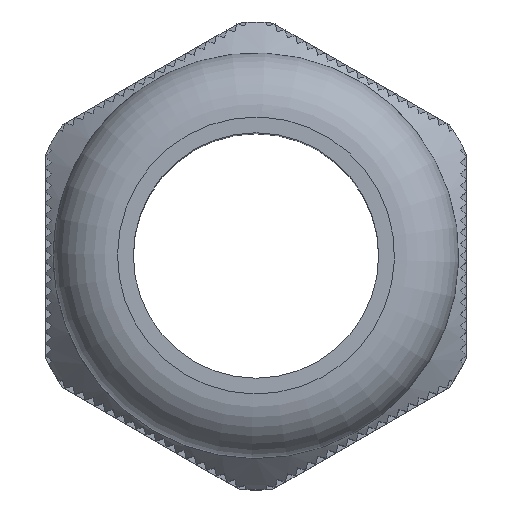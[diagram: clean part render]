
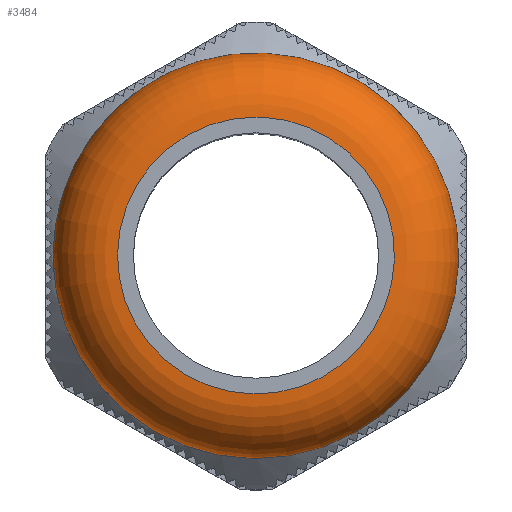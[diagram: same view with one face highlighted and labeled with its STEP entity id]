
A CAD part, top view. The second image highlights one B-rep face of the part: STEP entity #3484.
In plain terms, the highlighted toroidal (fillet/blend) face has major radius 11.85 mm and minor radius 5.5 mm.
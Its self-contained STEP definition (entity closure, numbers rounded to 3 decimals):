
#3450=CARTESIAN_POINT('',(-17.35,-6.928,10.0));
#3451=VERTEX_POINT('',#3450);
#3452=CARTESIAN_POINT('',(0.,-6.928,10.0));
#3453=DIRECTION('',(0.0,0.0,1.0));
#3454=DIRECTION('',(0.0,1.0,0.0));
#3455=AXIS2_PLACEMENT_3D('',#3452,#3453,#3454);
#3456=CIRCLE('',#3455,17.35);
#3457=EDGE_CURVE('',#3451,#3451,#3456,.T.);
#3465=CARTESIAN_POINT('',(0.,-6.928,10.));
#3466=DIRECTION('',(0.,0.,1.0));
#3467=DIRECTION('',(1.0,0.0,0.0));
#3468=AXIS2_PLACEMENT_3D('',#3465,#3466,#3467);
#3469=TOROIDAL_SURFACE('',#3468,11.85,5.5);
#3470=CARTESIAN_POINT('',(0.,4.922,15.5));
#3471=VERTEX_POINT('',#3470);
#3472=CARTESIAN_POINT('',(0.,-6.928,15.5));
#3473=DIRECTION('',(0.0,0.0,1.0));
#3474=DIRECTION('',(1.0,0.0,0.0));
#3475=AXIS2_PLACEMENT_3D('',#3472,#3473,#3474);
#3476=CIRCLE('',#3475,11.85);
#3477=EDGE_CURVE('',#3471,#3471,#3476,.T.);
#3478=ORIENTED_EDGE('',*,*,#3477,.F.);
#3479=EDGE_LOOP('',(#3478));
#3480=FACE_OUTER_BOUND('',#3479,.T.);
#3481=ORIENTED_EDGE('',*,*,#3457,.T.);
#3482=EDGE_LOOP('',(#3481));
#3483=FACE_BOUND('',#3482,.T.);
#3484=ADVANCED_FACE('',(#3480,#3483),#3469,.T.);
